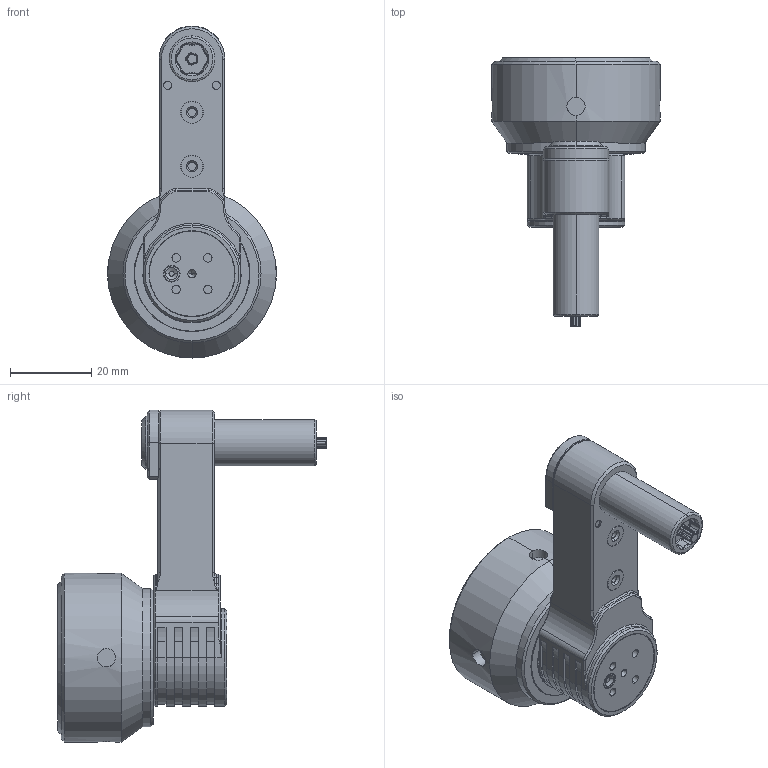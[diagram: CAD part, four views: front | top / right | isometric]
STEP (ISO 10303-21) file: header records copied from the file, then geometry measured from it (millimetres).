
FILE_DESCRIPTION((''),'2;1');
FILE_NAME('3513001926_SW0001','2023-08-22T16:23:03',('INEdipo'),(''),'CREO PARAMETRIC BY PTC INC, 2022414','CREO PARAMETRIC BY PTC INC, 2022414','');
FILE_SCHEMA(('CONFIG_CONTROL_DESIGN'));
Length unit declared in the file: inch
Products named in the file (1): 3513001926_SW0001
Bounding box: 41.5 x 66.2 x 81.73 mm (x, y, z)
Volume: 51240.2 mm3; surface area: 11714.9 mm2
Topology: 1 solids, 1 shells, 601 faces, 1519 edges, 955 vertices
Faces by surface type: cylinder 223, plane 143, cone 115, torus 63, extrusion 39, bspline 18
Entity records: 22472 total; most frequent: CARTESIAN_POINT 8033, ORIENTED_EDGE 3038, DIRECTION 3010, EDGE_CURVE 1519, AXIS2_PLACEMENT_3D 1189, VERTEX_POINT 955, CIRCLE 645, EDGE_LOOP 644
